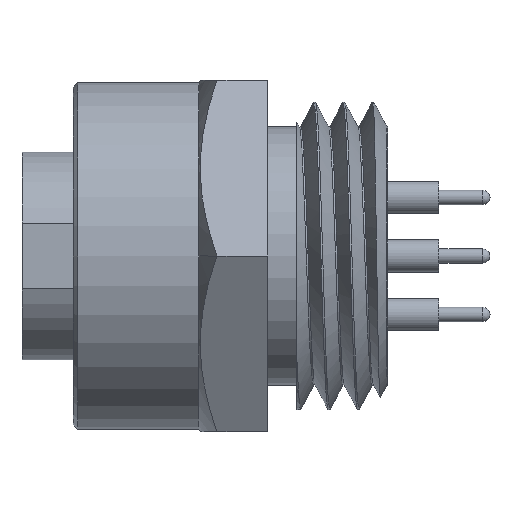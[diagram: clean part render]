
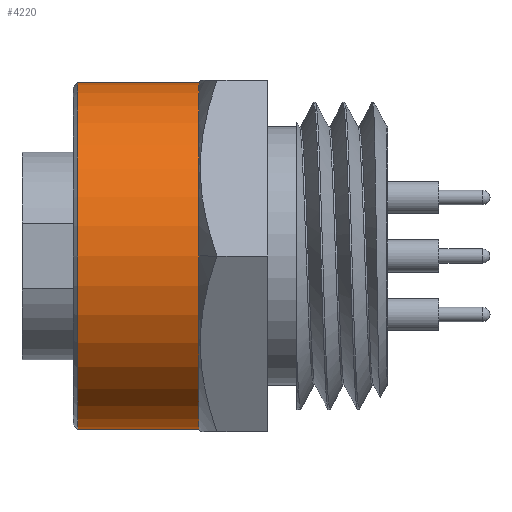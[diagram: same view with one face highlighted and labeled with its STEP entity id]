
A CAD part, front view. The second image highlights one B-rep face of the part: STEP entity #4220.
In plain terms, the highlighted cylindrical face has radius 11.85 mm (diameter 23.7 mm), a partial arc.
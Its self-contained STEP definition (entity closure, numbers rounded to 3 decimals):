
#297 = VERTEX_POINT ( 'NONE', #1073 ) ;
#482 = ORIENTED_EDGE ( 'NONE', *, *, #2458, .F. ) ;
#871 = AXIS2_PLACEMENT_3D ( 'NONE', #4745, #4658, #4652 ) ;
#985 = CARTESIAN_POINT ( 'NONE',  ( 25., 0., -11.85 ) ) ;
#1073 = CARTESIAN_POINT ( 'NONE',  ( 3.8, 0., 11.85 ) ) ;
#1199 = CARTESIAN_POINT ( 'NONE',  ( 12.1, 0., 0. ) ) ;
#1204 = CIRCLE ( 'NONE', #4600, 11.85 ) ;
#1546 = DIRECTION ( 'NONE',  ( 1., 0., 0. ) ) ;
#1687 = FACE_OUTER_BOUND ( 'NONE', #3231, .T. ) ;
#1785 = CARTESIAN_POINT ( 'NONE',  ( 12.1, 0., 11.85 ) ) ;
#1793 = CYLINDRICAL_SURFACE ( 'NONE', #871, 11.85 ) ;
#1902 = EDGE_CURVE ( 'NONE', #297, #4879, #4560, .T. ) ;
#1913 = CARTESIAN_POINT ( 'NONE',  ( 3.8, 0., -11.85 ) ) ;
#2174 = EDGE_CURVE ( 'NONE', #5239, #4551, #2580, .T. ) ;
#2424 = CARTESIAN_POINT ( 'NONE',  ( 12.1, -11.85, 0. ) ) ;
#2458 = EDGE_CURVE ( 'NONE', #4551, #4196, #1204, .T. ) ;
#2580 = CIRCLE ( 'NONE', #5313, 11.85 ) ;
#2601 = EDGE_CURVE ( 'NONE', #297, #5239, #3645, .T. ) ;
#2649 = AXIS2_PLACEMENT_3D ( 'NONE', #3144, #3153, #3158 ) ;
#2708 = ORIENTED_EDGE ( 'NONE', *, *, #5087, .T. ) ;
#2856 = ORIENTED_EDGE ( 'NONE', *, *, #2174, .F. ) ;
#3111 = LINE ( 'NONE', #985, #3170 ) ;
#3144 = CARTESIAN_POINT ( 'NONE',  ( 3.8, 0., 0. ) ) ;
#3153 = DIRECTION ( 'NONE',  ( 1., 0., 0. ) ) ;
#3158 = DIRECTION ( 'NONE',  ( 0., 0., -1. ) ) ;
#3170 = VECTOR ( 'NONE', #1546, 1000. ) ;
#3231 = EDGE_LOOP ( 'NONE', ( #5149, #4442, #2708, #482, #2856 ) ) ;
#3645 = LINE ( 'NONE', #4510, #4105 ) ;
#4105 = VECTOR ( 'NONE', #4482, 1000. ) ;
#4196 = VERTEX_POINT ( 'NONE', #4800 ) ;
#4220 = ADVANCED_FACE ( 'NONE', ( #1687 ), #1793, .T. ) ;
#4442 = ORIENTED_EDGE ( 'NONE', *, *, #1902, .T. ) ;
#4482 = DIRECTION ( 'NONE',  ( 1., 0., 0. ) ) ;
#4510 = CARTESIAN_POINT ( 'NONE',  ( 25., 0., 11.85 ) ) ;
#4551 = VERTEX_POINT ( 'NONE', #2424 ) ;
#4560 = CIRCLE ( 'NONE', #2649, 11.85 ) ;
#4572 = CARTESIAN_POINT ( 'NONE',  ( 12.1, 0., 0. ) ) ;
#4578 = DIRECTION ( 'NONE',  ( 1., 0., 0. ) ) ;
#4579 = DIRECTION ( 'NONE',  ( 0., 0., -1. ) ) ;
#4600 = AXIS2_PLACEMENT_3D ( 'NONE', #1199, #4905, #4904 ) ;
#4652 = DIRECTION ( 'NONE',  ( 0., 0., -1. ) ) ;
#4658 = DIRECTION ( 'NONE',  ( 1., 0., 0. ) ) ;
#4745 = CARTESIAN_POINT ( 'NONE',  ( 25., 0., 0. ) ) ;
#4800 = CARTESIAN_POINT ( 'NONE',  ( 12.1, 0., -11.85 ) ) ;
#4879 = VERTEX_POINT ( 'NONE', #1913 ) ;
#4904 = DIRECTION ( 'NONE',  ( 0., 0., -1. ) ) ;
#4905 = DIRECTION ( 'NONE',  ( 1., 0., 0. ) ) ;
#5087 = EDGE_CURVE ( 'NONE', #4879, #4196, #3111, .T. ) ;
#5149 = ORIENTED_EDGE ( 'NONE', *, *, #2601, .F. ) ;
#5239 = VERTEX_POINT ( 'NONE', #1785 ) ;
#5313 = AXIS2_PLACEMENT_3D ( 'NONE', #4572, #4578, #4579 ) ;
